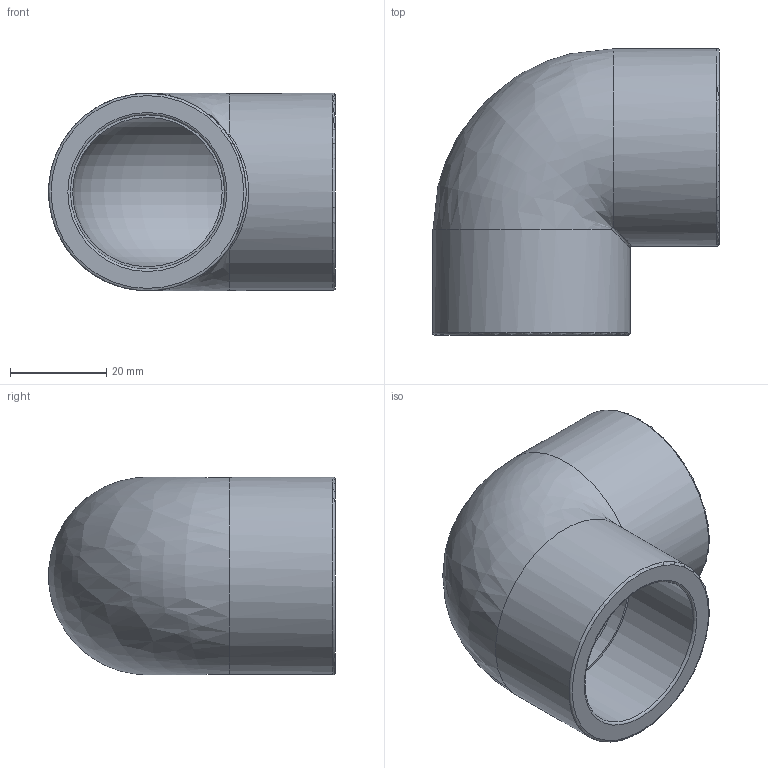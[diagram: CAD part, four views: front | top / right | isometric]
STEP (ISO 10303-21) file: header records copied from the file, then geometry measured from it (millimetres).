
FILE_DESCRIPTION(/* description */ (''),/* implementation_level */ '2;1');
FILE_NAME(/* name */ 'EL500320.stp',/* time_stamp */ '2016-11-09T11:08:51+01:00',/* author */ ('Gabriele'),/* organization */ (''),/* preprocessor_version */ 'ST-DEVELOPER v16.5',/* originating_system */ 'Autodesk Inventor 2017',/* authorisation */ '');
FILE_SCHEMA (('AUTOMOTIVE_DESIGN { 1 0 10303 214 3 1 1 }'));
Length unit declared in the file: millimetre
Products named in the file (1): EL500320
Bounding box: 59.49 x 59.47 x 40.98 mm (x, y, z)
Volume: 38033.2 mm3; surface area: 17122 mm2
Topology: 1 solids, 1 shells, 17 faces, 35 edges, 22 vertices
Faces by surface type: cylinder 6, torus 5, plane 4, bspline 2
Full cylindrical faces by diameter (mm): 31 x2, 32 x2, 41 x2
Entity records: 466 total; most frequent: CARTESIAN_POINT 141, DIRECTION 68, ORIENTED_EDGE 40, AXIS2_PLACEMENT_3D 34, EDGE_LOOP 32, EDGE_CURVE 20, VERTEX_POINT 18, FACE_OUTER_BOUND 17
